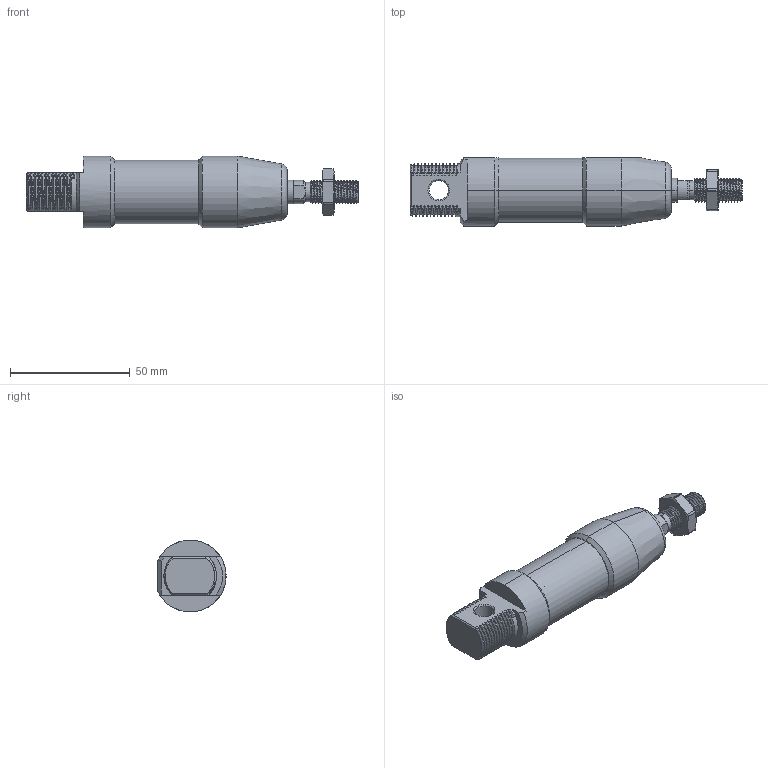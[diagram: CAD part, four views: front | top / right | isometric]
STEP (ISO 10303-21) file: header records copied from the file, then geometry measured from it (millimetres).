
FILE_DESCRIPTION (( 'STEP AP214' ), '1' );
FILE_NAME ('U025 0000 0302.STEP', '2021-04-28T06:40:35', ( '' ), ( '' ), 'SwSTEP 2.0', 'SolidWorks 2019', '' );
FILE_SCHEMA (( 'AUTOMOTIVE_DESIGN' ));
Length unit declared in the file: millimetre
Products named in the file (14): Oring_ORING 22 X 1; Magnet_9325; U025 0000 0302; 9025-36UB2; Afstryger (12-25)_EL 1016N3582; 9025-35-R_9025-35-35,2; 9010-34_9010-34-0; Stempelstangsmøtrik_U1903030; Leje_PAP1008P11; 1025-03; Stempeltætning_Z82519P5007; Dæmpeskiver_9025-43; Bolt-DIN912_M6x20; 1025-02
Assembly tree (17 placements, depth 2):
  U025 0000 0302
    1025-03
    1025-02
    9010-34_9010-34-0
    9025-35-R_9025-35-35,2
    Afstryger (12-25)_EL 1016N3582
    9025-36UB2  x2
    Leje_PAP1008P11
    Stempeltætning_Z82519P5007  x2
    Magnet_9325
    Dæmpeskiver_9025-43  x2
    Oring_ORING 22 X 1  x2
    Bolt-DIN912_M6x20
    Stempelstangsmøtrik_U1903030
Bounding box: 138.7 x 28.5 x 30 mm (x, y, z)
Volume: 50974.8 mm3; surface area: 34245.5 mm2
Topology: 17 solids, 17 shells, 611 faces, 1469 edges, 917 vertices
Faces by surface type: cylinder 234, cone 135, plane 95, bspline 91, torus 56
Entity records: 64092 total; most frequent: CARTESIAN_POINT 52134, ORIENTED_EDGE 2622, DIRECTION 2119, EDGE_CURVE 1311, AXIS2_PLACEMENT_3D 868, VERTEX_POINT 827, EDGE_LOOP 584, ADVANCED_FACE 534
